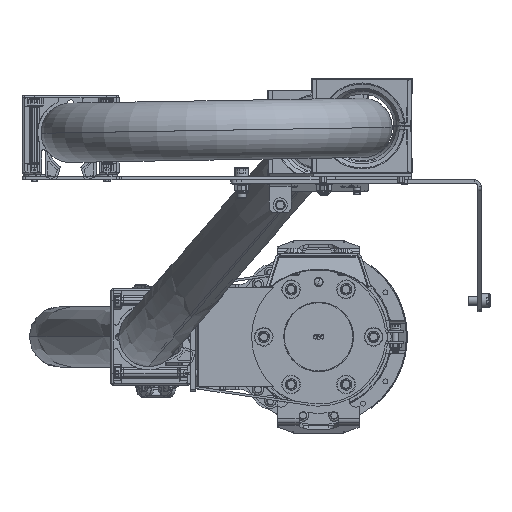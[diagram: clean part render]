
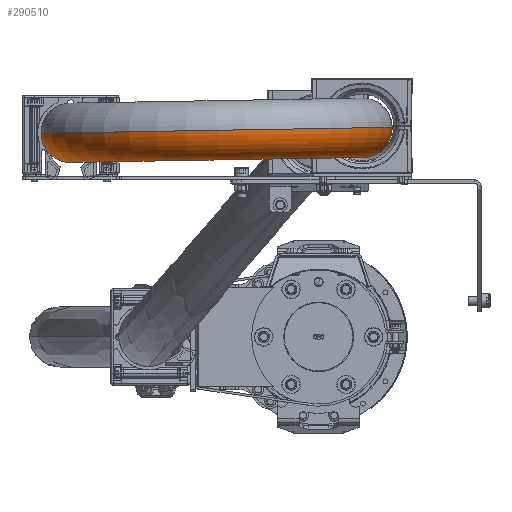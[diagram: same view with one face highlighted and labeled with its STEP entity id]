
A CAD part, left-side view. The second image highlights one B-rep face of the part: STEP entity #290510.
In plain terms, the highlighted toroidal (fillet/blend) face has major radius 132.867 mm and minor radius 27 mm.
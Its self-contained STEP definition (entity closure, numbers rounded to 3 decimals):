
#3793 = DIRECTION ( 'NONE',  ( 0., 0.034, 0.999 ) ) ;
#8849 = CIRCLE ( 'NONE', #181007, 27. ) ;
#11706 = CARTESIAN_POINT ( 'NONE',  ( -319.883, -66.993, 2075.757 ) ) ;
#12786 = ORIENTED_EDGE ( 'NONE', *, *, #66562, .F. ) ;
#17143 = CIRCLE ( 'NONE', #31998, 105.867 ) ;
#25487 = DIRECTION ( 'NONE',  ( 0., 0.034, 0.999 ) ) ;
#27819 = AXIS2_PLACEMENT_3D ( 'NONE', #116204, #94639, #90114 ) ;
#28099 = VERTEX_POINT ( 'NONE', #63305 ) ;
#28549 = CARTESIAN_POINT ( 'NONE',  ( -319.883, 225.7, 2070.8 ) ) ;
#31998 = AXIS2_PLACEMENT_3D ( 'NONE', #286515, #78794, #75784 ) ;
#38169 = CARTESIAN_POINT ( 'NONE',  ( -319.883, -66.997, 2075.3 ) ) ;
#44116 = VERTEX_POINT ( 'NONE', #212033 ) ;
#48621 = VERTEX_POINT ( 'NONE', #11706 ) ;
#48925 = EDGE_CURVE ( 'NONE', #28099, #44116, #113038, .T. ) ;
#52571 = CIRCLE ( 'NONE', #239348, 159.867 ) ;
#53717 = EDGE_CURVE ( 'NONE', #148143, #137998, #17143, .T. ) ;
#63305 = CARTESIAN_POINT ( 'NONE',  ( -319.883, 198.7, 2070.8 ) ) ;
#66562 = EDGE_CURVE ( 'NONE', #137998, #28099, #8849, .T. ) ;
#74468 = CARTESIAN_POINT ( 'NONE',  ( -319.883, -39.997, 2075.3 ) ) ;
#75784 = DIRECTION ( 'NONE',  ( 0., 1., -0.017 ) ) ;
#78794 = DIRECTION ( 'NONE',  ( 0., -0.017, -1. ) ) ;
#90114 = DIRECTION ( 'NONE',  ( 0., 1., -0.017 ) ) ;
#94639 = DIRECTION ( 'NONE',  ( 0., -0.017, -1. ) ) ;
#94729 = DIRECTION ( 'NONE',  ( 1., 0., 0. ) ) ;
#111435 = ORIENTED_EDGE ( 'NONE', *, *, #169650, .T. ) ;
#113038 = CIRCLE ( 'NONE', #162068, 27. ) ;
#116204 = CARTESIAN_POINT ( 'NONE',  ( -319.883, 92.852, 2073.05 ) ) ;
#116555 = ORIENTED_EDGE ( 'NONE', *, *, #294797, .T. ) ;
#119278 = DIRECTION ( 'NONE',  ( 1., 0., 0. ) ) ;
#120863 = EDGE_CURVE ( 'NONE', #48621, #44116, #52571, .T. ) ;
#136544 = CARTESIAN_POINT ( 'NONE',  ( -319.883, 92.852, 2073.05 ) ) ;
#137998 = VERTEX_POINT ( 'NONE', #197618 ) ;
#139606 = DIRECTION ( 'NONE',  ( 0., -0.017, -1. ) ) ;
#140130 = EDGE_LOOP ( 'NONE', ( #116555, #273230, #203666, #12786, #225616, #111435 ) ) ;
#143673 = DIRECTION ( 'NONE',  ( 0., 0., 1. ) ) ;
#148143 = VERTEX_POINT ( 'NONE', #197511 ) ;
#151560 = CIRCLE ( 'NONE', #298952, 27. ) ;
#161343 = CIRCLE ( 'NONE', #284129, 27. ) ;
#162068 = AXIS2_PLACEMENT_3D ( 'NONE', #214867, #119278, #25487 ) ;
#169650 = EDGE_CURVE ( 'NONE', #148143, #203170, #151560, .T. ) ;
#181007 = AXIS2_PLACEMENT_3D ( 'NONE', #28549, #94729, #3793 ) ;
#194848 = TOROIDAL_SURFACE ( 'NONE', #27819, 132.867, 27. ) ;
#197511 = CARTESIAN_POINT ( 'NONE',  ( -319.883, -13., 2074.843 ) ) ;
#197618 = CARTESIAN_POINT ( 'NONE',  ( -319.883, 198.704, 2071.257 ) ) ;
#203170 = VERTEX_POINT ( 'NONE', #38169 ) ;
#203666 = ORIENTED_EDGE ( 'NONE', *, *, #48925, .F. ) ;
#212033 = CARTESIAN_POINT ( 'NONE',  ( -319.883, 252.696, 2070.343 ) ) ;
#214867 = CARTESIAN_POINT ( 'NONE',  ( -319.883, 225.7, 2070.8 ) ) ;
#225616 = ORIENTED_EDGE ( 'NONE', *, *, #53717, .F. ) ;
#228771 = FACE_OUTER_BOUND ( 'NONE', #140130, .T. ) ;
#236845 = CARTESIAN_POINT ( 'NONE',  ( -319.883, -39.997, 2075.3 ) ) ;
#239348 = AXIS2_PLACEMENT_3D ( 'NONE', #136544, #139606, #282656 ) ;
#273230 = ORIENTED_EDGE ( 'NONE', *, *, #120863, .T. ) ;
#282656 = DIRECTION ( 'NONE',  ( 0., 1., -0.017 ) ) ;
#284129 = AXIS2_PLACEMENT_3D ( 'NONE', #236845, #287405, #284404 ) ;
#284404 = DIRECTION ( 'NONE',  ( 0., 0., 1. ) ) ;
#286515 = CARTESIAN_POINT ( 'NONE',  ( -319.883, 92.852, 2073.05 ) ) ;
#287405 = DIRECTION ( 'NONE',  ( -1., 0., 0. ) ) ;
#290510 = ADVANCED_FACE ( 'NONE', ( #228771 ), #194848, .T. ) ;
#294797 = EDGE_CURVE ( 'NONE', #203170, #48621, #161343, .T. ) ;
#298952 = AXIS2_PLACEMENT_3D ( 'NONE', #74468, #303721, #143673 ) ;
#303721 = DIRECTION ( 'NONE',  ( -1., 0., 0. ) ) ;
